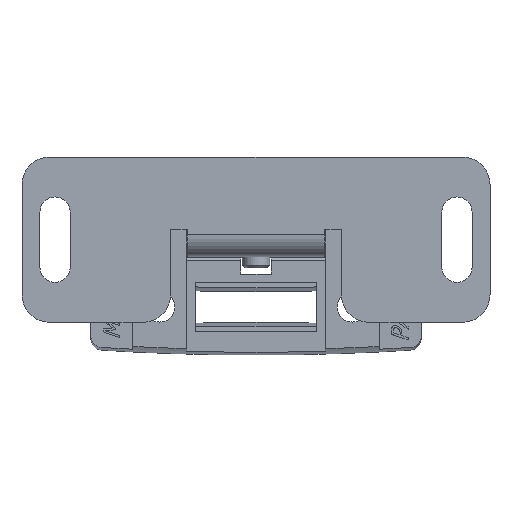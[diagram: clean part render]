
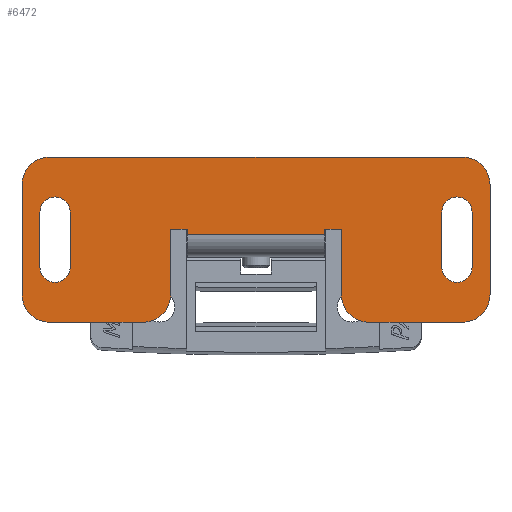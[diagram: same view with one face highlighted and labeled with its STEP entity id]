
A CAD part, top view. The second image highlights one B-rep face of the part: STEP entity #6472.
In plain terms, the highlighted planar face has unit normal (0, 0, 1).
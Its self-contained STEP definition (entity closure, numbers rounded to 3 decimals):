
#245=FACE_BOUND('',#939,.T.);
#246=FACE_BOUND('',#940,.T.);
#303=PLANE('',#6971);
#574=FACE_OUTER_BOUND('',#938,.T.);
#938=EDGE_LOOP('',(#4624,#4625,#4626,#4627,#4628,#4629,#4630,#4631,#4632,
#4633,#4634,#4635,#4636,#4637,#4638,#4639,#4640,#4641));
#939=EDGE_LOOP('',(#4642,#4643,#4644,#4645));
#940=EDGE_LOOP('',(#4646,#4647,#4648,#4649));
#1324=LINE('',#9138,#2024);
#1329=LINE('',#9152,#2029);
#1335=LINE('',#9167,#2035);
#1337=LINE('',#9173,#2037);
#1344=LINE('',#9196,#2044);
#1346=LINE('',#9200,#2046);
#1349=LINE('',#9209,#2049);
#1352=LINE('',#9216,#2052);
#1355=LINE('',#9225,#2055);
#1358=LINE('',#9232,#2058);
#1359=LINE('',#9235,#2059);
#1361=LINE('',#9238,#2061);
#1362=LINE('',#9241,#2062);
#1364=LINE('',#9245,#2064);
#1366=LINE('',#9248,#2066);
#1367=LINE('',#9250,#2067);
#2024=VECTOR('',#7463,10.);
#2029=VECTOR('',#7478,10.);
#2035=VECTOR('',#7494,10.);
#2037=VECTOR('',#7502,10.);
#2044=VECTOR('',#7533,10.);
#2046=VECTOR('',#7537,10.);
#2049=VECTOR('',#7546,10.);
#2052=VECTOR('',#7555,10.);
#2055=VECTOR('',#7564,10.);
#2058=VECTOR('',#7573,10.);
#2059=VECTOR('',#7576,10.);
#2061=VECTOR('',#7580,10.);
#2062=VECTOR('',#7583,10.);
#2064=VECTOR('',#7587,10.);
#2066=VECTOR('',#7591,10.);
#2067=VECTOR('',#7594,10.);
#2701=CIRCLE('',#6914,5.);
#2712=CIRCLE('',#6928,5.);
#2713=CIRCLE('',#6930,5.);
#2714=CIRCLE('',#6933,5.);
#2715=CIRCLE('',#6935,5.);
#2716=CIRCLE('',#6938,5.);
#2722=CIRCLE('',#6954,2.75);
#2723=CIRCLE('',#6957,2.75);
#2724=CIRCLE('',#6960,2.75);
#2725=CIRCLE('',#6963,2.75);
#2841=VERTEX_POINT('',#9078);
#2842=VERTEX_POINT('',#9079);
#2869=VERTEX_POINT('',#9137);
#2870=VERTEX_POINT('',#9141);
#2871=VERTEX_POINT('',#9145);
#2872=VERTEX_POINT('',#9146);
#2873=VERTEX_POINT('',#9151);
#2874=VERTEX_POINT('',#9155);
#2875=VERTEX_POINT('',#9159);
#2876=VERTEX_POINT('',#9160);
#2877=VERTEX_POINT('',#9165);
#2878=VERTEX_POINT('',#9169);
#2881=VERTEX_POINT('',#9187);
#2882=VERTEX_POINT('',#9191);
#2883=VERTEX_POINT('',#9198);
#2884=VERTEX_POINT('',#9202);
#2885=VERTEX_POINT('',#9203);
#2886=VERTEX_POINT('',#9208);
#2887=VERTEX_POINT('',#9212);
#2888=VERTEX_POINT('',#9218);
#2889=VERTEX_POINT('',#9219);
#2890=VERTEX_POINT('',#9224);
#2891=VERTEX_POINT('',#9228);
#2892=VERTEX_POINT('',#9234);
#2893=VERTEX_POINT('',#9240);
#2894=VERTEX_POINT('',#9244);
#3486=EDGE_CURVE('',#2841,#2842,#2701,.T.);
#3515=EDGE_CURVE('',#2842,#2869,#1324,.T.);
#3517=EDGE_CURVE('',#2869,#2870,#2712,.T.);
#3519=EDGE_CURVE('',#2871,#2872,#2713,.T.);
#3522=EDGE_CURVE('',#2872,#2873,#1329,.T.);
#3524=EDGE_CURVE('',#2873,#2874,#2714,.T.);
#3526=EDGE_CURVE('',#2875,#2876,#2715,.T.);
#3530=EDGE_CURVE('',#2877,#2875,#1335,.T.);
#3531=EDGE_CURVE('',#2878,#2877,#2716,.T.);
#3533=EDGE_CURVE('',#2874,#2878,#1337,.T.);
#3545=EDGE_CURVE('',#2881,#2882,#1344,.T.);
#3547=EDGE_CURVE('',#2883,#2882,#1346,.T.);
#3548=EDGE_CURVE('',#2884,#2885,#2722,.T.);
#3551=EDGE_CURVE('',#2885,#2886,#1349,.T.);
#3553=EDGE_CURVE('',#2886,#2887,#2723,.T.);
#3555=EDGE_CURVE('',#2887,#2884,#1352,.T.);
#3556=EDGE_CURVE('',#2888,#2889,#2724,.T.);
#3559=EDGE_CURVE('',#2889,#2890,#1355,.T.);
#3561=EDGE_CURVE('',#2890,#2891,#2725,.T.);
#3563=EDGE_CURVE('',#2891,#2888,#1358,.T.);
#3564=EDGE_CURVE('',#2876,#2892,#1359,.T.);
#3566=EDGE_CURVE('',#2892,#2883,#1361,.T.);
#3567=EDGE_CURVE('',#2881,#2893,#1362,.T.);
#3569=EDGE_CURVE('',#2893,#2894,#1364,.T.);
#3571=EDGE_CURVE('',#2894,#2841,#1366,.T.);
#3572=EDGE_CURVE('',#2870,#2871,#1367,.T.);
#4624=ORIENTED_EDGE('',*,*,#3486,.F.);
#4625=ORIENTED_EDGE('',*,*,#3571,.F.);
#4626=ORIENTED_EDGE('',*,*,#3569,.F.);
#4627=ORIENTED_EDGE('',*,*,#3567,.F.);
#4628=ORIENTED_EDGE('',*,*,#3545,.T.);
#4629=ORIENTED_EDGE('',*,*,#3547,.F.);
#4630=ORIENTED_EDGE('',*,*,#3566,.F.);
#4631=ORIENTED_EDGE('',*,*,#3564,.F.);
#4632=ORIENTED_EDGE('',*,*,#3526,.F.);
#4633=ORIENTED_EDGE('',*,*,#3530,.F.);
#4634=ORIENTED_EDGE('',*,*,#3531,.F.);
#4635=ORIENTED_EDGE('',*,*,#3533,.F.);
#4636=ORIENTED_EDGE('',*,*,#3524,.F.);
#4637=ORIENTED_EDGE('',*,*,#3522,.F.);
#4638=ORIENTED_EDGE('',*,*,#3519,.F.);
#4639=ORIENTED_EDGE('',*,*,#3572,.F.);
#4640=ORIENTED_EDGE('',*,*,#3517,.F.);
#4641=ORIENTED_EDGE('',*,*,#3515,.F.);
#4642=ORIENTED_EDGE('',*,*,#3548,.T.);
#4643=ORIENTED_EDGE('',*,*,#3551,.T.);
#4644=ORIENTED_EDGE('',*,*,#3553,.T.);
#4645=ORIENTED_EDGE('',*,*,#3555,.T.);
#4646=ORIENTED_EDGE('',*,*,#3556,.T.);
#4647=ORIENTED_EDGE('',*,*,#3559,.T.);
#4648=ORIENTED_EDGE('',*,*,#3561,.T.);
#4649=ORIENTED_EDGE('',*,*,#3563,.T.);
#6472=ADVANCED_FACE('',(#574,#245,#246),#303,.T.);
#6914=AXIS2_PLACEMENT_3D('',#9080,#7419,#7420);
#6928=AXIS2_PLACEMENT_3D('',#9142,#7467,#7468);
#6930=AXIS2_PLACEMENT_3D('',#9147,#7472,#7473);
#6933=AXIS2_PLACEMENT_3D('',#9156,#7482,#7483);
#6935=AXIS2_PLACEMENT_3D('',#9161,#7487,#7488);
#6938=AXIS2_PLACEMENT_3D('',#9170,#7497,#7498);
#6954=AXIS2_PLACEMENT_3D('',#9204,#7540,#7541);
#6957=AXIS2_PLACEMENT_3D('',#9213,#7550,#7551);
#6960=AXIS2_PLACEMENT_3D('',#9220,#7558,#7559);
#6963=AXIS2_PLACEMENT_3D('',#9229,#7568,#7569);
#6971=AXIS2_PLACEMENT_3D('',#9251,#7595,#7596);
#7419=DIRECTION('center_axis',(0.,0.,-1.));
#7420=DIRECTION('ref_axis',(0.707,-0.707,0.));
#7463=DIRECTION('',(-1.,0.,0.));
#7467=DIRECTION('center_axis',(0.,0.,-1.));
#7468=DIRECTION('ref_axis',(-0.707,-0.707,0.));
#7472=DIRECTION('center_axis',(0.,0.,-1.));
#7473=DIRECTION('ref_axis',(-0.707,0.707,0.));
#7478=DIRECTION('',(1.,0.,0.));
#7482=DIRECTION('center_axis',(0.,0.,-1.));
#7483=DIRECTION('ref_axis',(0.707,0.707,0.));
#7487=DIRECTION('center_axis',(0.,0.,-1.));
#7488=DIRECTION('ref_axis',(-0.707,-0.707,0.));
#7494=DIRECTION('',(-1.,0.,0.));
#7497=DIRECTION('center_axis',(0.,0.,-1.));
#7498=DIRECTION('ref_axis',(0.707,-0.707,0.));
#7502=DIRECTION('',(0.,-1.,0.));
#7533=DIRECTION('',(1.,0.,0.));
#7537=DIRECTION('',(0.,-1.,0.));
#7540=DIRECTION('center_axis',(0.,0.,-1.));
#7541=DIRECTION('ref_axis',(1.,0.,0.));
#7546=DIRECTION('',(0.,-1.,0.));
#7550=DIRECTION('center_axis',(0.,0.,-1.));
#7551=DIRECTION('ref_axis',(-1.,0.,0.));
#7555=DIRECTION('',(0.,1.,0.));
#7558=DIRECTION('center_axis',(0.,0.,-1.));
#7559=DIRECTION('ref_axis',(1.,0.,0.));
#7564=DIRECTION('',(0.,1.,0.));
#7568=DIRECTION('center_axis',(0.,0.,-1.));
#7569=DIRECTION('ref_axis',(-1.,0.,0.));
#7573=DIRECTION('',(0.,-1.,0.));
#7576=DIRECTION('',(0.,1.,0.));
#7580=DIRECTION('',(-1.,0.,0.));
#7583=DIRECTION('',(0.,1.,0.));
#7587=DIRECTION('',(-1.,0.,0.));
#7591=DIRECTION('',(0.,-1.,0.));
#7594=DIRECTION('',(0.,1.,0.));
#7595=DIRECTION('center_axis',(0.,0.,1.));
#7596=DIRECTION('ref_axis',(1.,0.,0.));
#9078=CARTESIAN_POINT('',(-15.5,-10.,2.));
#9079=CARTESIAN_POINT('',(-20.5,-15.,2.));
#9080=CARTESIAN_POINT('Origin',(-20.5,-10.,2.));
#9137=CARTESIAN_POINT('',(-37.5,-15.,2.));
#9138=CARTESIAN_POINT('',(-15.5,-15.,2.));
#9141=CARTESIAN_POINT('',(-42.5,-10.,2.));
#9142=CARTESIAN_POINT('Origin',(-37.5,-10.,2.));
#9145=CARTESIAN_POINT('',(-42.5,10.,2.));
#9146=CARTESIAN_POINT('',(-37.5,15.,2.));
#9147=CARTESIAN_POINT('Origin',(-37.5,10.,2.));
#9151=CARTESIAN_POINT('',(37.5,15.,2.));
#9152=CARTESIAN_POINT('',(-42.5,15.,2.));
#9155=CARTESIAN_POINT('',(42.5,10.,2.));
#9156=CARTESIAN_POINT('Origin',(37.5,10.,2.));
#9159=CARTESIAN_POINT('',(20.5,-15.,2.));
#9160=CARTESIAN_POINT('',(15.5,-10.,2.));
#9161=CARTESIAN_POINT('Origin',(20.5,-10.,2.));
#9165=CARTESIAN_POINT('',(37.5,-15.,2.));
#9167=CARTESIAN_POINT('',(42.5,-15.,2.));
#9169=CARTESIAN_POINT('',(42.5,-10.,2.));
#9170=CARTESIAN_POINT('Origin',(37.5,-10.,2.));
#9173=CARTESIAN_POINT('',(42.5,15.,2.));
#9187=CARTESIAN_POINT('',(-12.5,0.9,2.));
#9191=CARTESIAN_POINT('',(12.5,0.9,2.));
#9196=CARTESIAN_POINT('',(6.25,0.9,2.));
#9198=CARTESIAN_POINT('',(12.5,1.9,2.));
#9200=CARTESIAN_POINT('',(12.5,1.9,2.));
#9202=CARTESIAN_POINT('',(-39.25,5.,2.));
#9203=CARTESIAN_POINT('',(-33.75,5.,2.));
#9204=CARTESIAN_POINT('Origin',(-36.5,5.,2.));
#9208=CARTESIAN_POINT('',(-33.75,-5.,2.));
#9209=CARTESIAN_POINT('',(-33.75,2.813,2.));
#9212=CARTESIAN_POINT('',(-39.25,-5.,2.));
#9213=CARTESIAN_POINT('Origin',(-36.5,-5.,2.));
#9216=CARTESIAN_POINT('',(-39.25,-2.187,2.));
#9218=CARTESIAN_POINT('',(39.25,-5.,2.));
#9219=CARTESIAN_POINT('',(33.75,-5.,2.));
#9220=CARTESIAN_POINT('Origin',(36.5,-5.,2.));
#9224=CARTESIAN_POINT('',(33.75,5.,2.));
#9225=CARTESIAN_POINT('',(33.75,-2.187,2.));
#9228=CARTESIAN_POINT('',(39.25,5.,2.));
#9229=CARTESIAN_POINT('Origin',(36.5,5.,2.));
#9232=CARTESIAN_POINT('',(39.25,2.813,2.));
#9234=CARTESIAN_POINT('',(15.5,1.9,2.));
#9235=CARTESIAN_POINT('',(15.5,-15.,2.));
#9238=CARTESIAN_POINT('',(15.5,1.9,2.));
#9240=CARTESIAN_POINT('',(-12.5,1.9,2.));
#9241=CARTESIAN_POINT('',(-12.5,-3.1,2.));
#9244=CARTESIAN_POINT('',(-15.5,1.9,2.));
#9245=CARTESIAN_POINT('',(-12.5,1.9,2.));
#9248=CARTESIAN_POINT('',(-15.5,1.9,2.));
#9250=CARTESIAN_POINT('',(-42.5,-15.,2.));
#9251=CARTESIAN_POINT('Origin',(0.,0.626,
2.));
